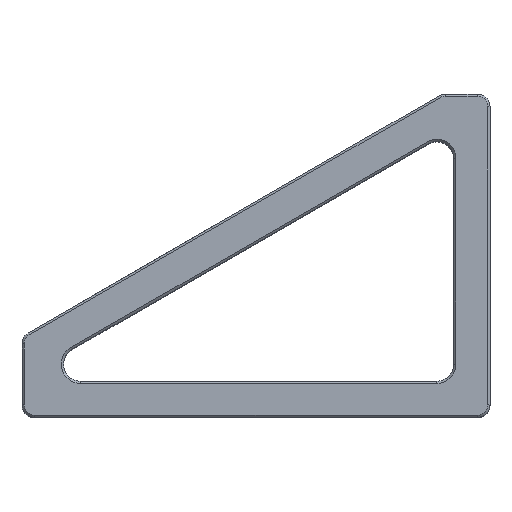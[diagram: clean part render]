
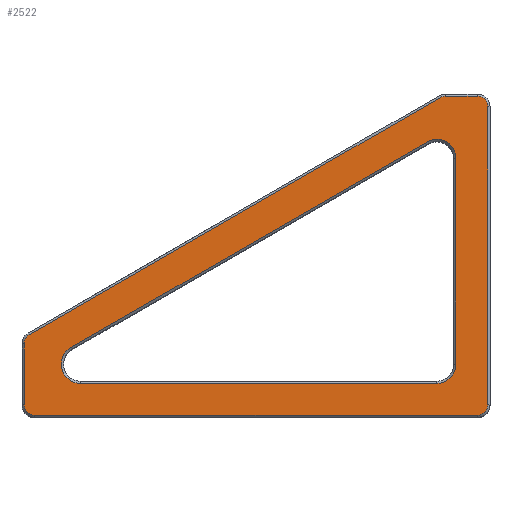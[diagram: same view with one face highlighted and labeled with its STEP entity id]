
A CAD part, top view. The second image highlights one B-rep face of the part: STEP entity #2522.
In plain terms, the highlighted planar face has unit normal (0, 0, 1).
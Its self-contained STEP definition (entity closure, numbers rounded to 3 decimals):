
#2 = DIRECTION ( 'NONE',  ( 0., -1., 0. ) ) ;
#16 = VERTEX_POINT ( 'NONE', #4671 ) ;
#68 = CARTESIAN_POINT ( 'NONE',  ( 109.5, 73., 35.5 ) ) ;
#69 = FACE_BOUND ( 'NONE', #5505, .T. ) ;
#79 = ORIENTED_EDGE ( 'NONE', *, *, #4788, .T. ) ;
#81 = CARTESIAN_POINT ( 'NONE',  ( 11.492, 16.397, 35.5 ) ) ;
#109 = ORIENTED_EDGE ( 'NONE', *, *, #2872, .T. ) ;
#182 = CARTESIAN_POINT ( 'NONE',  ( 13.742, 8., 35.5 ) ) ;
#211 = CARTESIAN_POINT ( 'NONE',  ( 1.75, 19.433, 35.5 ) ) ;
#262 = EDGE_CURVE ( 'NONE', #2031, #900, #4763, .T. ) ;
#270 = ORIENTED_EDGE ( 'NONE', *, *, #262, .T. ) ;
#293 = AXIS2_PLACEMENT_3D ( 'NONE', #5438, #2324, #5004 ) ;
#315 = CARTESIAN_POINT ( 'NONE',  ( 0.5, 3., 35.5 ) ) ;
#379 = DIRECTION ( 'NONE',  ( 1., 0., 0. ) ) ;
#382 = CARTESIAN_POINT ( 'NONE',  ( 99.531, 73., 35.5 ) ) ;
#412 = DIRECTION ( 'NONE',  ( 0., 0., 1. ) ) ;
#456 = ORIENTED_EDGE ( 'NONE', *, *, #3254, .T. ) ;
#541 = AXIS2_PLACEMENT_3D ( 'NONE', #4875, #5024, #1445 ) ;
#555 = CIRCLE ( 'NONE', #5558, 2.5 ) ;
#737 = ORIENTED_EDGE ( 'NONE', *, *, #2712, .T. ) ;
#764 = VECTOR ( 'NONE', #2889, 1000. ) ;
#799 = VERTEX_POINT ( 'NONE', #4840 ) ;
#835 = CARTESIAN_POINT ( 'NONE',  ( 3., 3., 35.5 ) ) ;
#853 = VECTOR ( 'NONE', #3570, 1000. ) ;
#862 = DIRECTION ( 'NONE',  ( 0., 0., 1. ) ) ;
#900 = VERTEX_POINT ( 'NONE', #1829 ) ;
#1056 = CARTESIAN_POINT ( 'NONE',  ( 107., 0.5, 35.5 ) ) ;
#1099 = DIRECTION ( 'NONE',  ( -1., 0., 0. ) ) ;
#1183 = VERTEX_POINT ( 'NONE', #81 ) ;
#1239 = CARTESIAN_POINT ( 'NONE',  ( 102., 12.5, 35.5 ) ) ;
#1272 = CARTESIAN_POINT ( 'NONE',  ( 109.5, 3., 35.5 ) ) ;
#1301 = ORIENTED_EDGE ( 'NONE', *, *, #1603, .T. ) ;
#1319 = DIRECTION ( 'NONE',  ( 0., 1., 0. ) ) ;
#1378 = EDGE_CURVE ( 'NONE', #2619, #2173, #5288, .T. ) ;
#1388 = ORIENTED_EDGE ( 'NONE', *, *, #3770, .T. ) ;
#1445 = DIRECTION ( 'NONE',  ( 1., 0., 0. ) ) ;
#1492 = EDGE_CURVE ( 'NONE', #2407, #5761, #2356, .T. ) ;
#1523 = CARTESIAN_POINT ( 'NONE',  ( 95.25, 64.755, 35.5 ) ) ;
#1532 = CIRCLE ( 'NONE', #293, 4.5 ) ;
#1558 = ORIENTED_EDGE ( 'NONE', *, *, #4087, .T. ) ;
#1569 = CARTESIAN_POINT ( 'NONE',  ( 97.5, 12.5, 35.5 ) ) ;
#1573 = EDGE_CURVE ( 'NONE', #900, #5674, #1643, .T. ) ;
#1592 = PLANE ( 'NONE',  #541 ) ;
#1603 = EDGE_CURVE ( 'NONE', #4979, #16, #4943, .T. ) ;
#1611 = CARTESIAN_POINT ( 'NONE',  ( 109.5, 73., 35.5 ) ) ;
#1615 = AXIS2_PLACEMENT_3D ( 'NONE', #1569, #4225, #2481 ) ;
#1643 = LINE ( 'NONE', #5495, #3872 ) ;
#1782 = AXIS2_PLACEMENT_3D ( 'NONE', #2690, #412, #4020 ) ;
#1811 = AXIS2_PLACEMENT_3D ( 'NONE', #3958, #4427, #2653 ) ;
#1829 = CARTESIAN_POINT ( 'NONE',  ( 107., 75.5, 35.5 ) ) ;
#2031 = VERTEX_POINT ( 'NONE', #1611 ) ;
#2095 = DIRECTION ( 'NONE',  ( 0., -1., 0. ) ) ;
#2165 = LINE ( 'NONE', #68, #4394 ) ;
#2173 = VERTEX_POINT ( 'NONE', #2319 ) ;
#2200 = DIRECTION ( 'NONE',  ( -0.866, -0.5, 0. ) ) ;
#2267 = CARTESIAN_POINT ( 'NONE',  ( 107., 0.5, 35.5 ) ) ;
#2280 = EDGE_CURVE ( 'NONE', #5131, #4132, #3253, .T. ) ;
#2319 = CARTESIAN_POINT ( 'NONE',  ( 0.5, 3., 35.5 ) ) ;
#2324 = DIRECTION ( 'NONE',  ( 0., 0., -1. ) ) ;
#2356 = LINE ( 'NONE', #4876, #3252 ) ;
#2407 = VERTEX_POINT ( 'NONE', #3797 ) ;
#2425 = ORIENTED_EDGE ( 'NONE', *, *, #1492, .T. ) ;
#2481 = DIRECTION ( 'NONE',  ( 1., 0., 0. ) ) ;
#2502 = FACE_OUTER_BOUND ( 'NONE', #5664, .T. ) ;
#2522 = ADVANCED_FACE ( 'NONE', ( #2502, #69 ), #1592, .T. ) ;
#2541 = DIRECTION ( 'NONE',  ( -1., 0., 0. ) ) ;
#2550 = DIRECTION ( 'NONE',  ( 1., 0., 0. ) ) ;
#2619 = VERTEX_POINT ( 'NONE', #4049 ) ;
#2653 = DIRECTION ( 'NONE',  ( 1., 0., 0. ) ) ;
#2690 = CARTESIAN_POINT ( 'NONE',  ( 107., 73., 35.5 ) ) ;
#2692 = AXIS2_PLACEMENT_3D ( 'NONE', #382, #5783, #4879 ) ;
#2712 = EDGE_CURVE ( 'NONE', #16, #799, #4015, .T. ) ;
#2849 = ORIENTED_EDGE ( 'NONE', *, *, #1378, .T. ) ;
#2872 = EDGE_CURVE ( 'NONE', #5761, #2619, #3945, .T. ) ;
#2889 = DIRECTION ( 'NONE',  ( 0.866, 0.5, 0. ) ) ;
#2909 = VECTOR ( 'NONE', #2095, 1000. ) ;
#2980 = CARTESIAN_POINT ( 'NONE',  ( 13.742, 12.5, 35.5 ) ) ;
#3024 = ORIENTED_EDGE ( 'NONE', *, *, #5476, .T. ) ;
#3226 = VERTEX_POINT ( 'NONE', #4007 ) ;
#3252 = VECTOR ( 'NONE', #2200, 1000. ) ;
#3253 = LINE ( 'NONE', #2267, #853 ) ;
#3254 = EDGE_CURVE ( 'NONE', #5674, #2407, #3733, .T. ) ;
#3300 = ORIENTED_EDGE ( 'NONE', *, *, #2280, .T. ) ;
#3353 = EDGE_CURVE ( 'NONE', #2173, #5131, #5420, .T. ) ;
#3374 = CARTESIAN_POINT ( 'NONE',  ( 95.25, 64.755, 35.5 ) ) ;
#3384 = LINE ( 'NONE', #4476, #5619 ) ;
#3548 = DIRECTION ( 'NONE',  ( 0., 0., 1. ) ) ;
#3568 = DIRECTION ( 'NONE',  ( 1., 0., 0. ) ) ;
#3570 = DIRECTION ( 'NONE',  ( 1., 0., 0. ) ) ;
#3596 = ORIENTED_EDGE ( 'NONE', *, *, #3353, .T. ) ;
#3661 = EDGE_CURVE ( 'NONE', #4132, #3731, #555, .T. ) ;
#3731 = VERTEX_POINT ( 'NONE', #1272 ) ;
#3733 = CIRCLE ( 'NONE', #2692, 2.5 ) ;
#3770 = EDGE_CURVE ( 'NONE', #799, #1183, #5544, .T. ) ;
#3797 = CARTESIAN_POINT ( 'NONE',  ( 98.281, 75.165, 35.5 ) ) ;
#3872 = VECTOR ( 'NONE', #2541, 1000. ) ;
#3945 = CIRCLE ( 'NONE', #1811, 2.5 ) ;
#3958 = CARTESIAN_POINT ( 'NONE',  ( 3., 17.268, 35.5 ) ) ;
#4005 = VERTEX_POINT ( 'NONE', #3374 ) ;
#4007 = CARTESIAN_POINT ( 'NONE',  ( 102., 60.858, 35.5 ) ) ;
#4010 = CARTESIAN_POINT ( 'NONE',  ( 107., 3., 35.5 ) ) ;
#4015 = LINE ( 'NONE', #182, #5069 ) ;
#4020 = DIRECTION ( 'NONE',  ( 1., 0., 0. ) ) ;
#4049 = CARTESIAN_POINT ( 'NONE',  ( 0.5, 17.268, 35.5 ) ) ;
#4087 = EDGE_CURVE ( 'NONE', #1183, #4005, #5550, .T. ) ;
#4132 = VERTEX_POINT ( 'NONE', #1056 ) ;
#4225 = DIRECTION ( 'NONE',  ( 0., 0., -1. ) ) ;
#4231 = AXIS2_PLACEMENT_3D ( 'NONE', #2980, #5655, #2550 ) ;
#4242 = EDGE_CURVE ( 'NONE', #3226, #4979, #3384, .T. ) ;
#4394 = VECTOR ( 'NONE', #1319, 1000. ) ;
#4427 = DIRECTION ( 'NONE',  ( 0., 0., 1. ) ) ;
#4470 = AXIS2_PLACEMENT_3D ( 'NONE', #835, #3548, #379 ) ;
#4476 = CARTESIAN_POINT ( 'NONE',  ( 102., 12.5, 35.5 ) ) ;
#4641 = ORIENTED_EDGE ( 'NONE', *, *, #1573, .T. ) ;
#4671 = CARTESIAN_POINT ( 'NONE',  ( 97.5, 8., 35.5 ) ) ;
#4763 = CIRCLE ( 'NONE', #1782, 2.5 ) ;
#4788 = EDGE_CURVE ( 'NONE', #3731, #2031, #2165, .T. ) ;
#4840 = CARTESIAN_POINT ( 'NONE',  ( 13.742, 8., 35.5 ) ) ;
#4875 = CARTESIAN_POINT ( 'NONE',  ( 0., 0., 35.5 ) ) ;
#4876 = CARTESIAN_POINT ( 'NONE',  ( 1.75, 19.433, 35.5 ) ) ;
#4879 = DIRECTION ( 'NONE',  ( 1., 0., 0. ) ) ;
#4943 = CIRCLE ( 'NONE', #1615, 4.5 ) ;
#4979 = VERTEX_POINT ( 'NONE', #1239 ) ;
#5004 = DIRECTION ( 'NONE',  ( 1., 0., 0. ) ) ;
#5024 = DIRECTION ( 'NONE',  ( 0., 0., 1. ) ) ;
#5038 = CARTESIAN_POINT ( 'NONE',  ( 99.531, 75.5, 35.5 ) ) ;
#5069 = VECTOR ( 'NONE', #1099, 1000. ) ;
#5131 = VERTEX_POINT ( 'NONE', #5447 ) ;
#5288 = LINE ( 'NONE', #315, #2909 ) ;
#5382 = ORIENTED_EDGE ( 'NONE', *, *, #3661, .T. ) ;
#5420 = CIRCLE ( 'NONE', #4470, 2.5 ) ;
#5438 = CARTESIAN_POINT ( 'NONE',  ( 97.5, 60.858, 35.5 ) ) ;
#5447 = CARTESIAN_POINT ( 'NONE',  ( 3., 0.5, 35.5 ) ) ;
#5476 = EDGE_CURVE ( 'NONE', #4005, #3226, #1532, .T. ) ;
#5495 = CARTESIAN_POINT ( 'NONE',  ( 99.531, 75.5, 35.5 ) ) ;
#5505 = EDGE_LOOP ( 'NONE', ( #5726, #1301, #737, #1388, #1558, #3024 ) ) ;
#5544 = CIRCLE ( 'NONE', #4231, 4.5 ) ;
#5550 = LINE ( 'NONE', #1523, #764 ) ;
#5558 = AXIS2_PLACEMENT_3D ( 'NONE', #4010, #862, #3568 ) ;
#5619 = VECTOR ( 'NONE', #2, 1000. ) ;
#5655 = DIRECTION ( 'NONE',  ( 0., 0., -1. ) ) ;
#5664 = EDGE_LOOP ( 'NONE', ( #2849, #3596, #3300, #5382, #79, #270, #4641, #456, #2425, #109 ) ) ;
#5674 = VERTEX_POINT ( 'NONE', #5038 ) ;
#5726 = ORIENTED_EDGE ( 'NONE', *, *, #4242, .T. ) ;
#5761 = VERTEX_POINT ( 'NONE', #211 ) ;
#5783 = DIRECTION ( 'NONE',  ( 0., 0., 1. ) ) ;
